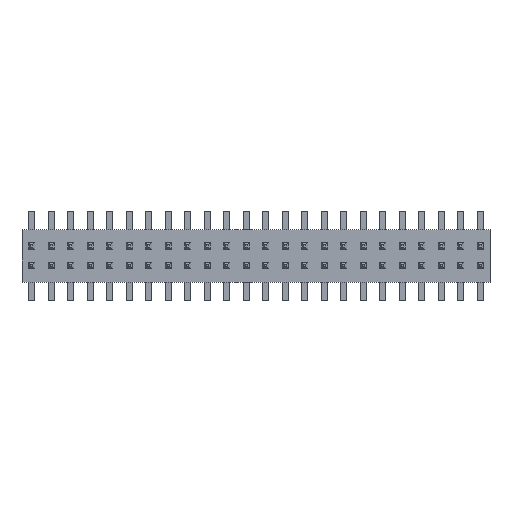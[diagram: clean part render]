
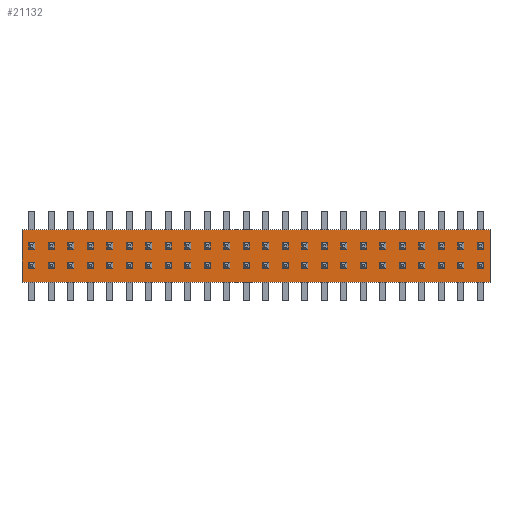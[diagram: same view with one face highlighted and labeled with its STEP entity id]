
A CAD part, top view. The second image highlights one B-rep face of the part: STEP entity #21132.
In plain terms, the highlighted face is planar.
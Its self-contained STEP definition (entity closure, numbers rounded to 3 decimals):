
#21000 = EDGE_CURVE('',#21001,#21003,#21005,.T.);
#21001 = VERTEX_POINT('',#21002);
#21002 = CARTESIAN_POINT('',(-15.24,1.753,-1.715));
#21003 = VERTEX_POINT('',#21004);
#21004 = CARTESIAN_POINT('',(-15.24,1.753,1.715));
#21005 = LINE('',#21006,#21007);
#21006 = CARTESIAN_POINT('',(-15.24,1.753,-1.715));
#21007 = VECTOR('',#21008,1.);
#21008 = DIRECTION('',(0.,0.,1.));
#21040 = EDGE_CURVE('',#21003,#21041,#21043,.T.);
#21041 = VERTEX_POINT('',#21042);
#21042 = CARTESIAN_POINT('',(15.24,1.753,1.715));
#21043 = LINE('',#21044,#21045);
#21044 = CARTESIAN_POINT('',(-15.24,1.753,1.715));
#21045 = VECTOR('',#21046,1.);
#21046 = DIRECTION('',(1.,0.,0.));
#21071 = EDGE_CURVE('',#21041,#21072,#21074,.T.);
#21072 = VERTEX_POINT('',#21073);
#21073 = CARTESIAN_POINT('',(15.24,1.753,-1.715));
#21074 = LINE('',#21075,#21076);
#21075 = CARTESIAN_POINT('',(15.24,1.753,1.715));
#21076 = VECTOR('',#21077,1.);
#21077 = DIRECTION('',(0.,0.,-1.));
#21102 = EDGE_CURVE('',#21072,#21001,#21103,.T.);
#21103 = LINE('',#21104,#21105);
#21104 = CARTESIAN_POINT('',(15.24,1.753,-1.715));
#21105 = VECTOR('',#21106,1.);
#21106 = DIRECTION('',(-1.,0.,0.));
#21132 = ADVANCED_FACE('',(#21133),#21139,.T.);
#21133 = FACE_BOUND('',#21134,.T.);
#21134 = EDGE_LOOP('',(#21135,#21136,#21137,#21138));
#21135 = ORIENTED_EDGE('',*,*,#21000,.T.);
#21136 = ORIENTED_EDGE('',*,*,#21040,.T.);
#21137 = ORIENTED_EDGE('',*,*,#21071,.T.);
#21138 = ORIENTED_EDGE('',*,*,#21102,.T.);
#21139 = PLANE('',#21140);
#21140 = AXIS2_PLACEMENT_3D('',#21141,#21142,#21143);
#21141 = CARTESIAN_POINT('',(0.,1.753,0.));
#21142 = DIRECTION('',(0.,1.,0.));
#21143 = DIRECTION('',(0.,-0.,1.));
